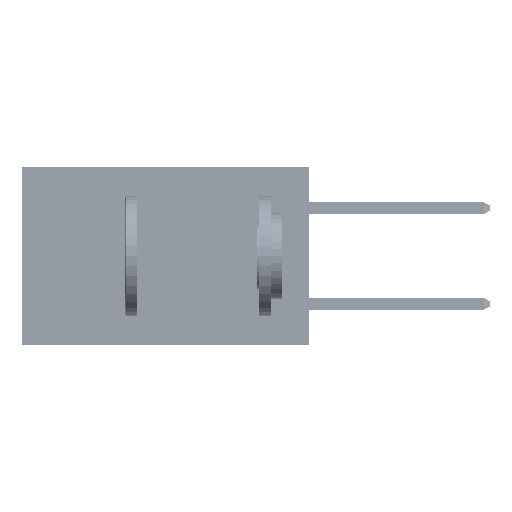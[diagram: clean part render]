
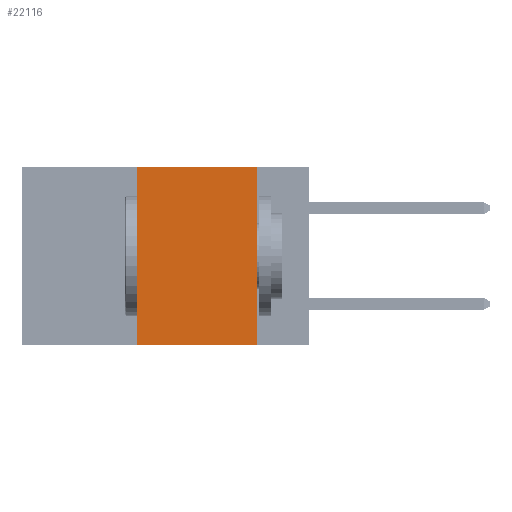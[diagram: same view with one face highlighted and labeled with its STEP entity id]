
A CAD part, left-side view. The second image highlights one B-rep face of the part: STEP entity #22116.
In plain terms, the highlighted planar face has unit normal (-1, 0, 0).
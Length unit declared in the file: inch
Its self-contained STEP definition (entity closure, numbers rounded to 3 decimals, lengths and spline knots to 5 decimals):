
#4024 = DIRECTION ( 'NONE',  ( 0., -1., 0. ) ) ;
#5936 = ORIENTED_EDGE ( 'NONE', *, *, #40808, .F. ) ;
#8808 = CARTESIAN_POINT ( 'NONE',  ( 0., 0.6, -0.37 ) ) ;
#9867 = CARTESIAN_POINT ( 'NONE',  ( 0., 0.36, 0. ) ) ;
#11623 = EDGE_CURVE ( 'NONE', #17409, #24788, #51466, .T. ) ;
#11884 = FACE_OUTER_BOUND ( 'NONE', #40641, .T. ) ;
#13186 = VECTOR ( 'NONE', #4024, 39.37008 ) ;
#14565 = AXIS2_PLACEMENT_3D ( 'NONE', #37165, #45349, #29415 ) ;
#14566 = VECTOR ( 'NONE', #35807, 39.37008 ) ;
#15265 = ORIENTED_EDGE ( 'NONE', *, *, #49256, .F. ) ;
#15602 = CARTESIAN_POINT ( 'NONE',  ( 0., 0.11, 0. ) ) ;
#15681 = CARTESIAN_POINT ( 'NONE',  ( 0., 0.6, 0. ) ) ;
#17409 = VERTEX_POINT ( 'NONE', #19325 ) ;
#19325 = CARTESIAN_POINT ( 'NONE',  ( 0., 0.36, -0.37 ) ) ;
#19913 = EDGE_CURVE ( 'NONE', #20770, #24788, #39689, .T. ) ;
#20267 = VECTOR ( 'NONE', #31832, 39.37008 ) ;
#20770 = VERTEX_POINT ( 'NONE', #40405 ) ;
#22116 = ADVANCED_FACE ( 'NONE', ( #11884 ), #40821, .F. ) ;
#23490 = CARTESIAN_POINT ( 'NONE',  ( 0., 0.11, -0.37 ) ) ;
#24788 = VERTEX_POINT ( 'NONE', #23490 ) ;
#29415 = DIRECTION ( 'NONE',  ( 0., 0., -1. ) ) ;
#31832 = DIRECTION ( 'NONE',  ( 0., -1., 0. ) ) ;
#33932 = LINE ( 'NONE', #9867, #43956 ) ;
#35807 = DIRECTION ( 'NONE',  ( 0., 0., -1. ) ) ;
#35962 = ORIENTED_EDGE ( 'NONE', *, *, #11623, .T. ) ;
#37165 = CARTESIAN_POINT ( 'NONE',  ( 0., 0.6, 0. ) ) ;
#39689 = LINE ( 'NONE', #15602, #14566 ) ;
#40353 = LINE ( 'NONE', #15681, #20267 ) ;
#40405 = CARTESIAN_POINT ( 'NONE',  ( 0., 0.11, 0. ) ) ;
#40641 = EDGE_LOOP ( 'NONE', ( #49157, #5936, #15265, #35962 ) ) ;
#40808 = EDGE_CURVE ( 'NONE', #44769, #20770, #40353, .T. ) ;
#40821 = PLANE ( 'NONE',  #14565 ) ;
#43496 = CARTESIAN_POINT ( 'NONE',  ( 0., 0.36, 0. ) ) ;
#43956 = VECTOR ( 'NONE', #49641, 39.37008 ) ;
#44769 = VERTEX_POINT ( 'NONE', #43496 ) ;
#45349 = DIRECTION ( 'NONE',  ( 1., 0., 0. ) ) ;
#49157 = ORIENTED_EDGE ( 'NONE', *, *, #19913, .F. ) ;
#49256 = EDGE_CURVE ( 'NONE', #17409, #44769, #33932, .T. ) ;
#49641 = DIRECTION ( 'NONE',  ( 0., 0., 1. ) ) ;
#51466 = LINE ( 'NONE', #8808, #13186 ) ;
